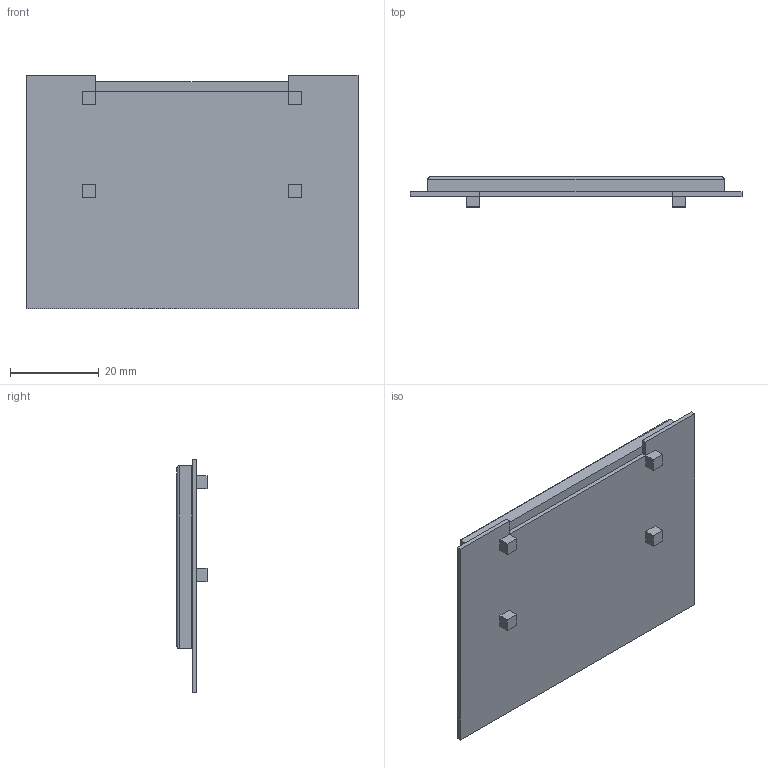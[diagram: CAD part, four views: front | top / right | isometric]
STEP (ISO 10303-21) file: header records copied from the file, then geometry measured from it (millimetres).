
FILE_DESCRIPTION(/* description */ (''),/* implementation_level */ '2;1');
FILE_NAME(/* name */ 'pantalla equisis v4.step',/* time_stamp */ '2020-10-02T17:33:48-05:00',/* author */ (''),/* organization */ (''),/* preprocessor_version */ 'ST-DEVELOPER v18.1',/* originating_system */ 'Autodesk Translation Framework v9.3.0.1241',/* authorisation */ '');
FILE_SCHEMA (('AUTOMOTIVE_DESIGN { 1 0 10303 214 3 1 1 }'));
Length unit declared in the file: millimetre
Products named in the file (2): pantalla equisis; PCB
Assembly tree (1 placements, depth 2):
  pantalla equisis
    PCB
Bounding box: 75 x 6.8 x 52.8 mm (x, y, z)
Volume: 12445.6 mm3; surface area: 14276 mm2
Topology: 2 solids, 2 shells, 48 faces, 113 edges, 72 vertices
Faces by surface type: plane 41, cylinder 7
Entity records: 1423 total; most frequent: CARTESIAN_POINT 236, ORIENTED_EDGE 226, DIRECTION 225, EDGE_CURVE 113, LINE 103, VECTOR 103, VERTEX_POINT 72, AXIS2_PLACEMENT_3D 61
